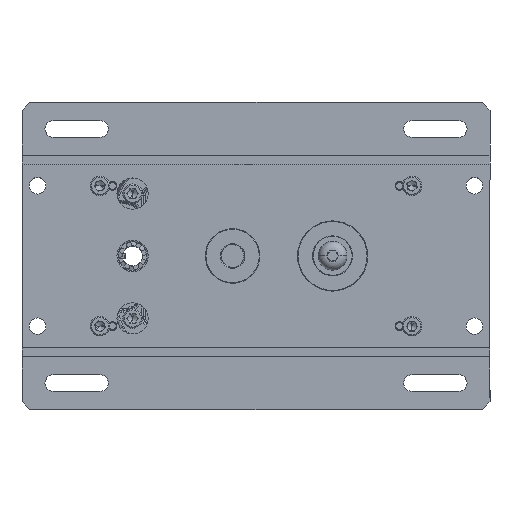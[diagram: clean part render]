
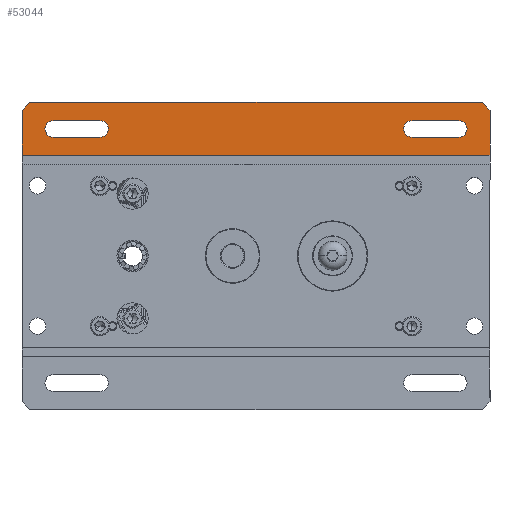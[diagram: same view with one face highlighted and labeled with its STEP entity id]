
A CAD part, top view. The second image highlights one B-rep face of the part: STEP entity #53044.
In plain terms, the highlighted planar face has unit normal (0, 0, 1).
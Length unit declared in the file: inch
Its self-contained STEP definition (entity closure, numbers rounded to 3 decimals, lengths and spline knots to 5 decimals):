
#264 = VERTEX_POINT ( 'NONE', #32549 ) ;
#1644 = VECTOR ( 'NONE', #18323, 39.37008 ) ;
#2159 = VERTEX_POINT ( 'NONE', #49090 ) ;
#2570 = CARTESIAN_POINT ( 'NONE',  ( -3.25, 2.17073, 0. ) ) ;
#3401 = CARTESIAN_POINT ( 'NONE',  ( 3.25, 2.17073, 0. ) ) ;
#5079 = EDGE_CURVE ( 'NONE', #64225, #6005, #27819, .T. ) ;
#5829 = DIRECTION ( 'NONE',  ( 0., 1., 0. ) ) ;
#6005 = VERTEX_POINT ( 'NONE', #50998 ) ;
#6637 = VECTOR ( 'NONE', #83836, 39.37008 ) ;
#7582 = DIRECTION ( 'NONE',  ( -0.707, 0.707, 0. ) ) ;
#9065 = CARTESIAN_POINT ( 'NONE',  ( 3.625, 2.46073, 0. ) ) ;
#9515 = ORIENTED_EDGE ( 'NONE', *, *, #5079, .F. ) ;
#10297 = ORIENTED_EDGE ( 'NONE', *, *, #34754, .F. ) ;
#10778 = DIRECTION ( 'NONE',  ( -1., 0., 0. ) ) ;
#11458 = VECTOR ( 'NONE', #10778, 39.37008 ) ;
#13682 = EDGE_CURVE ( 'NONE', #84115, #34799, #70695, .T. ) ;
#14379 = DIRECTION ( 'NONE',  ( 0., 0., 1. ) ) ;
#15742 = VECTOR ( 'NONE', #19755, 39.37008 ) ;
#16671 = CARTESIAN_POINT ( 'NONE',  ( -3.75, 1.61473, 0. ) ) ;
#17593 = ORIENTED_EDGE ( 'NONE', *, *, #90163, .T. ) ;
#18323 = DIRECTION ( 'NONE',  ( -0.707, -0.707, 0. ) ) ;
#18676 = EDGE_LOOP ( 'NONE', ( #39014, #50308, #32241, #17593, #40755, #94815 ) ) ;
#19755 = DIRECTION ( 'NONE',  ( 1., 0., 0. ) ) ;
#20377 = CIRCLE ( 'NONE', #34260, 0.133 ) ;
#20737 = CARTESIAN_POINT ( 'NONE',  ( -3.625, 2.46073, 0. ) ) ;
#22414 = CARTESIAN_POINT ( 'NONE',  ( -2.5, 2.03773, 0. ) ) ;
#22816 = CARTESIAN_POINT ( 'NONE',  ( 3.25, 2.17073, 0. ) ) ;
#23244 = PLANE ( 'NONE',  #40791 ) ;
#24396 = VECTOR ( 'NONE', #62024, 39.37008 ) ;
#25419 = CARTESIAN_POINT ( 'NONE',  ( -3.75, 2.33573, 0. ) ) ;
#25618 = CARTESIAN_POINT ( 'NONE',  ( -3.25, 2.17073, 0. ) ) ;
#27819 = CIRCLE ( 'NONE', #60026, 0.133 ) ;
#28353 = CARTESIAN_POINT ( 'NONE',  ( -3.75, 1.58573, 0. ) ) ;
#29814 = DIRECTION ( 'NONE',  ( 0., -1., 0. ) ) ;
#31617 = EDGE_CURVE ( 'NONE', #2159, #84590, #93852, .T. ) ;
#31978 = CARTESIAN_POINT ( 'NONE',  ( 3.25, 1.90473, 0. ) ) ;
#32241 = ORIENTED_EDGE ( 'NONE', *, *, #87102, .T. ) ;
#32245 = VECTOR ( 'NONE', #35813, 39.37008 ) ;
#32549 = CARTESIAN_POINT ( 'NONE',  ( -2.5, 1.90473, 0. ) ) ;
#33819 = VECTOR ( 'NONE', #45201, 39.37008 ) ;
#34260 = AXIS2_PLACEMENT_3D ( 'NONE', #58512, #14379, #65972 ) ;
#34754 = EDGE_CURVE ( 'NONE', #6005, #264, #52589, .T. ) ;
#34799 = VERTEX_POINT ( 'NONE', #72971 ) ;
#35813 = DIRECTION ( 'NONE',  ( 0., -1., 0. ) ) ;
#36273 = FACE_BOUND ( 'NONE', #80861, .T. ) ;
#36485 = CARTESIAN_POINT ( 'NONE',  ( -3.25, 2.03773, 0. ) ) ;
#38131 = DIRECTION ( 'NONE',  ( 0., 1., 0. ) ) ;
#39014 = ORIENTED_EDGE ( 'NONE', *, *, #13682, .T. ) ;
#39906 = VECTOR ( 'NONE', #7582, 39.37008 ) ;
#40596 = ORIENTED_EDGE ( 'NONE', *, *, #82766, .F. ) ;
#40755 = ORIENTED_EDGE ( 'NONE', *, *, #43406, .T. ) ;
#40791 = AXIS2_PLACEMENT_3D ( 'NONE', #60006, #82113, #38131 ) ;
#41668 = VERTEX_POINT ( 'NONE', #9065 ) ;
#42823 = EDGE_CURVE ( 'NONE', #89458, #64225, #51961, .T. ) ;
#43234 = LINE ( 'NONE', #25419, #1644 ) ;
#43406 = EDGE_CURVE ( 'NONE', #50427, #64071, #44976, .T. ) ;
#43887 = DIRECTION ( 'NONE',  ( 0., -1., 0. ) ) ;
#44536 = CARTESIAN_POINT ( 'NONE',  ( 2.5, 1.90473, 0. ) ) ;
#44976 = LINE ( 'NONE', #28353, #32245 ) ;
#45201 = DIRECTION ( 'NONE',  ( 0., 1., 0. ) ) ;
#45305 = VERTEX_POINT ( 'NONE', #20737 ) ;
#46224 = ORIENTED_EDGE ( 'NONE', *, *, #74285, .F. ) ;
#46335 = VERTEX_POINT ( 'NONE', #22816 ) ;
#48163 = LINE ( 'NONE', #76515, #6637 ) ;
#49090 = CARTESIAN_POINT ( 'NONE',  ( 2.5, 2.17073, 0. ) ) ;
#49276 = AXIS2_PLACEMENT_3D ( 'NONE', #93925, #50003, #5829 ) ;
#49885 = EDGE_LOOP ( 'NONE', ( #58205, #40596, #76195, #53234 ) ) ;
#50003 = DIRECTION ( 'NONE',  ( 0., 0., 1. ) ) ;
#50308 = ORIENTED_EDGE ( 'NONE', *, *, #55717, .T. ) ;
#50427 = VERTEX_POINT ( 'NONE', #50844 ) ;
#50708 = LINE ( 'NONE', #54913, #11458 ) ;
#50844 = CARTESIAN_POINT ( 'NONE',  ( -3.75, 2.33573, 0. ) ) ;
#50998 = CARTESIAN_POINT ( 'NONE',  ( -3.25, 1.90473, 0. ) ) ;
#51961 = LINE ( 'NONE', #2570, #69247 ) ;
#52589 = LINE ( 'NONE', #79943, #15742 ) ;
#53044 = ADVANCED_FACE ( 'NONE', ( #94804, #36273, #92498 ), #23244, .F. ) ;
#53234 = ORIENTED_EDGE ( 'NONE', *, *, #31617, .F. ) ;
#54913 = CARTESIAN_POINT ( 'NONE',  ( 0., 1.61473, 0. ) ) ;
#55717 = EDGE_CURVE ( 'NONE', #34799, #41668, #76706, .T. ) ;
#57753 = ORIENTED_EDGE ( 'NONE', *, *, #42823, .F. ) ;
#58205 = ORIENTED_EDGE ( 'NONE', *, *, #92539, .F. ) ;
#58512 = CARTESIAN_POINT ( 'NONE',  ( 3.25, 2.03773, 0. ) ) ;
#59144 = CARTESIAN_POINT ( 'NONE',  ( 3.625, 2.46073, 0. ) ) ;
#60006 = CARTESIAN_POINT ( 'NONE',  ( 0., 1.46073, 0. ) ) ;
#60026 = AXIS2_PLACEMENT_3D ( 'NONE', #36485, #87846, #43887 ) ;
#61257 = EDGE_CURVE ( 'NONE', #84590, #70529, #87705, .T. ) ;
#62010 = AXIS2_PLACEMENT_3D ( 'NONE', #22414, #74006, #29814 ) ;
#62024 = DIRECTION ( 'NONE',  ( -1., 0., 0. ) ) ;
#64071 = VERTEX_POINT ( 'NONE', #16671 ) ;
#64225 = VERTEX_POINT ( 'NONE', #25618 ) ;
#65972 = DIRECTION ( 'NONE',  ( 0., 1., 0. ) ) ;
#68732 = DIRECTION ( 'NONE',  ( 1., 0., 0. ) ) ;
#68976 = DIRECTION ( 'NONE',  ( -1., 0., 0. ) ) ;
#69247 = VECTOR ( 'NONE', #68976, 39.37008 ) ;
#70529 = VERTEX_POINT ( 'NONE', #70713 ) ;
#70695 = LINE ( 'NONE', #81793, #33819 ) ;
#70713 = CARTESIAN_POINT ( 'NONE',  ( 3.25, 1.90473, 0. ) ) ;
#72971 = CARTESIAN_POINT ( 'NONE',  ( 3.75, 2.33573, 0. ) ) ;
#74006 = DIRECTION ( 'NONE',  ( 0., 0., 1. ) ) ;
#74285 = EDGE_CURVE ( 'NONE', #264, #89458, #93653, .T. ) ;
#74585 = CARTESIAN_POINT ( 'NONE',  ( -2.5, 2.17073, 0. ) ) ;
#75562 = CARTESIAN_POINT ( 'NONE',  ( 3.75, 1.61473, 0. ) ) ;
#76195 = ORIENTED_EDGE ( 'NONE', *, *, #61257, .F. ) ;
#76515 = CARTESIAN_POINT ( 'NONE',  ( -3.75, 2.46073, 0. ) ) ;
#76706 = LINE ( 'NONE', #59144, #39906 ) ;
#79943 = CARTESIAN_POINT ( 'NONE',  ( -3.25, 1.90473, 0. ) ) ;
#80824 = LINE ( 'NONE', #3401, #24396 ) ;
#80861 = EDGE_LOOP ( 'NONE', ( #10297, #9515, #57753, #46224 ) ) ;
#81793 = CARTESIAN_POINT ( 'NONE',  ( 3.75, 2.46073, 0. ) ) ;
#82113 = DIRECTION ( 'NONE',  ( 0., 0., -1. ) ) ;
#82766 = EDGE_CURVE ( 'NONE', #70529, #46335, #20377, .T. ) ;
#83094 = VECTOR ( 'NONE', #68732, 39.37008 ) ;
#83836 = DIRECTION ( 'NONE',  ( -1., 0., 0. ) ) ;
#84115 = VERTEX_POINT ( 'NONE', #75562 ) ;
#84590 = VERTEX_POINT ( 'NONE', #44536 ) ;
#87102 = EDGE_CURVE ( 'NONE', #41668, #45305, #48163, .T. ) ;
#87705 = LINE ( 'NONE', #31978, #83094 ) ;
#87846 = DIRECTION ( 'NONE',  ( 0., 0., 1. ) ) ;
#89458 = VERTEX_POINT ( 'NONE', #74585 ) ;
#90163 = EDGE_CURVE ( 'NONE', #45305, #50427, #43234, .T. ) ;
#92498 = FACE_OUTER_BOUND ( 'NONE', #18676, .T. ) ;
#92539 = EDGE_CURVE ( 'NONE', #46335, #2159, #80824, .T. ) ;
#93653 = CIRCLE ( 'NONE', #62010, 0.133 ) ;
#93852 = CIRCLE ( 'NONE', #49276, 0.133 ) ;
#93925 = CARTESIAN_POINT ( 'NONE',  ( 2.5, 2.03773, 0. ) ) ;
#94804 = FACE_BOUND ( 'NONE', #49885, .T. ) ;
#94815 = ORIENTED_EDGE ( 'NONE', *, *, #95072, .F. ) ;
#95072 = EDGE_CURVE ( 'NONE', #84115, #64071, #50708, .T. ) ;
